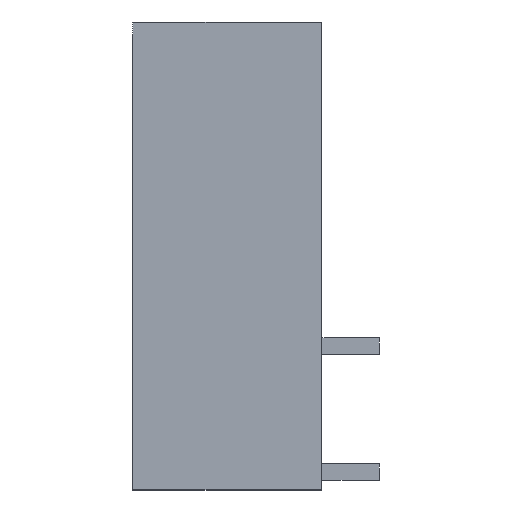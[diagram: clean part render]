
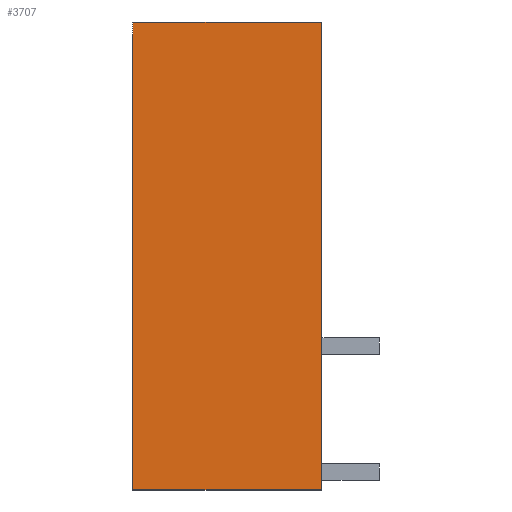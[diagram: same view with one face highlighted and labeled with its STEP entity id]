
A CAD part, left-side view. The second image highlights one B-rep face of the part: STEP entity #3707.
In plain terms, the highlighted planar face has unit normal (-1, 0, 0).
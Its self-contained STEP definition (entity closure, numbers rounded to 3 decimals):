
#3694=AXIS2_PLACEMENT_3D('Plane Axis2P3D',#3691,#3692,#3693) ;
#683=CARTESIAN_POINT('Vertex',(0.,14.9,0.)) ;
#686=CARTESIAN_POINT('Line Origine',(0.,14.9,14.15)) ;
#690=CARTESIAN_POINT('Vertex',(0.,14.9,28.3)) ;
#1642=CARTESIAN_POINT('Vertex',(0.,3.5,28.3)) ;
#1645=CARTESIAN_POINT('Line Origine',(0.,3.5,14.15)) ;
#1649=CARTESIAN_POINT('Vertex',(0.,3.5,0.)) ;
#3529=CARTESIAN_POINT('Line Origine',(0.,9.2,0.)) ;
#3691=CARTESIAN_POINT('Axis2P3D Location',(0.,3.6,12.2)) ;
#3696=CARTESIAN_POINT('Line Origine',(0.,9.2,28.3)) ;
#687=DIRECTION('Vector Direction',(0.,0.,-1.)) ;
#1646=DIRECTION('Vector Direction',(0.,0.,-1.)) ;
#3530=DIRECTION('Vector Direction',(0.,1.,0.)) ;
#3692=DIRECTION('Axis2P3D Direction',(1.,0.,0.)) ;
#3693=DIRECTION('Axis2P3D XDirection',(0.,1.,0.)) ;
#3697=DIRECTION('Vector Direction',(0.,1.,0.)) ;
#688=VECTOR('Line Direction',#687,1.) ;
#1647=VECTOR('Line Direction',#1646,1.) ;
#3531=VECTOR('Line Direction',#3530,1.) ;
#3698=VECTOR('Line Direction',#3697,1.) ;
#3702=ORIENTED_EDGE('',*,*,#3533,.F.) ;
#3703=ORIENTED_EDGE('',*,*,#1651,.F.) ;
#3704=ORIENTED_EDGE('',*,*,#3700,.T.) ;
#3705=ORIENTED_EDGE('',*,*,#692,.T.) ;
#3707=ADVANCED_FACE('HOUSING',(#3706),#3695,.F.) ;
#692=EDGE_CURVE('',#691,#684,#689,.T.) ;
#1651=EDGE_CURVE('',#1643,#1650,#1648,.T.) ;
#3533=EDGE_CURVE('',#1650,#684,#3532,.T.) ;
#3700=EDGE_CURVE('',#1643,#691,#3699,.T.) ;
#3701=EDGE_LOOP('',(#3702,#3703,#3704,#3705)) ;
#3706=FACE_OUTER_BOUND('',#3701,.T.) ;
#689=LINE('Line',#686,#688) ;
#1648=LINE('Line',#1645,#1647) ;
#3532=LINE('Line',#3529,#3531) ;
#3699=LINE('Line',#3696,#3698) ;
#3695=PLANE('',#3694) ;
#684=VERTEX_POINT('',#683) ;
#691=VERTEX_POINT('',#690) ;
#1643=VERTEX_POINT('',#1642) ;
#1650=VERTEX_POINT('',#1649) ;
